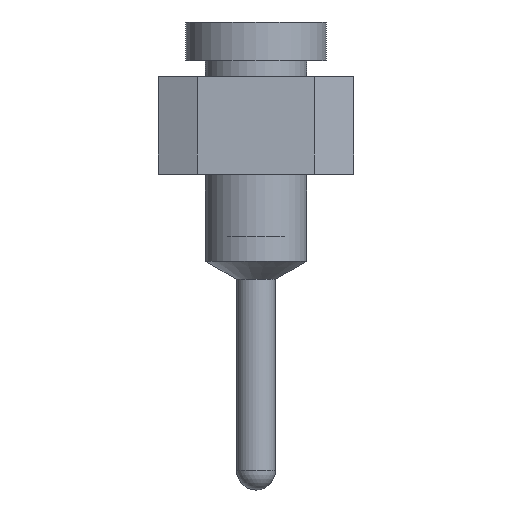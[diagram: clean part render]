
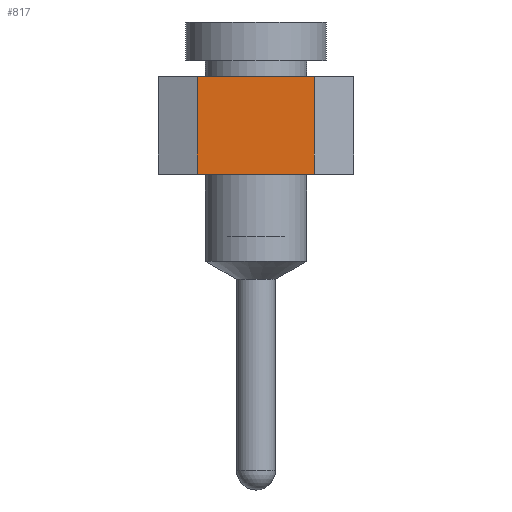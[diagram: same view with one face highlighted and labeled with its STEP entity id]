
A CAD part, left-side view. The second image highlights one B-rep face of the part: STEP entity #817.
In plain terms, the highlighted planar face has unit normal (-1, 0, 0).
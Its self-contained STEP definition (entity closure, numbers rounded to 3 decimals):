
#817 = ADVANCED_FACE('',(#818),#852,.F.);
#818 = FACE_BOUND('',#819,.T.);
#819 = EDGE_LOOP('',(#820,#830,#838,#846));
#820 = ORIENTED_EDGE('',*,*,#821,.T.);
#821 = EDGE_CURVE('',#822,#824,#826,.T.);
#822 = VERTEX_POINT('',#823);
#823 = CARTESIAN_POINT('',(-25.4,0.762,2.57));
#824 = VERTEX_POINT('',#825);
#825 = CARTESIAN_POINT('',(-25.4,0.762,1.3));
#826 = LINE('',#827,#828);
#827 = CARTESIAN_POINT('',(-25.4,0.762,3.84));
#828 = VECTOR('',#829,1.);
#829 = DIRECTION('',(0.,0.,-1.));
#830 = ORIENTED_EDGE('',*,*,#831,.T.);
#831 = EDGE_CURVE('',#824,#832,#834,.T.);
#832 = VERTEX_POINT('',#833);
#833 = CARTESIAN_POINT('',(-25.4,-0.762,1.3));
#834 = LINE('',#835,#836);
#835 = CARTESIAN_POINT('',(-25.4,1.27,1.3));
#836 = VECTOR('',#837,1.);
#837 = DIRECTION('',(0.,-1.,0.));
#838 = ORIENTED_EDGE('',*,*,#839,.F.);
#839 = EDGE_CURVE('',#840,#832,#842,.T.);
#840 = VERTEX_POINT('',#841);
#841 = CARTESIAN_POINT('',(-25.4,-0.762,2.57));
#842 = LINE('',#843,#844);
#843 = CARTESIAN_POINT('',(-25.4,-0.762,3.84));
#844 = VECTOR('',#845,1.);
#845 = DIRECTION('',(0.,0.,-1.));
#846 = ORIENTED_EDGE('',*,*,#847,.F.);
#847 = EDGE_CURVE('',#822,#840,#848,.T.);
#848 = LINE('',#849,#850);
#849 = CARTESIAN_POINT('',(-25.4,1.27,2.57));
#850 = VECTOR('',#851,1.);
#851 = DIRECTION('',(0.,-1.,0.));
#852 = PLANE('',#853);
#853 = AXIS2_PLACEMENT_3D('',#854,#855,#856);
#854 = CARTESIAN_POINT('',(-25.4,1.27,2.57));
#855 = DIRECTION('',(1.,0.,0.));
#856 = DIRECTION('',(0.,1.,0.));
